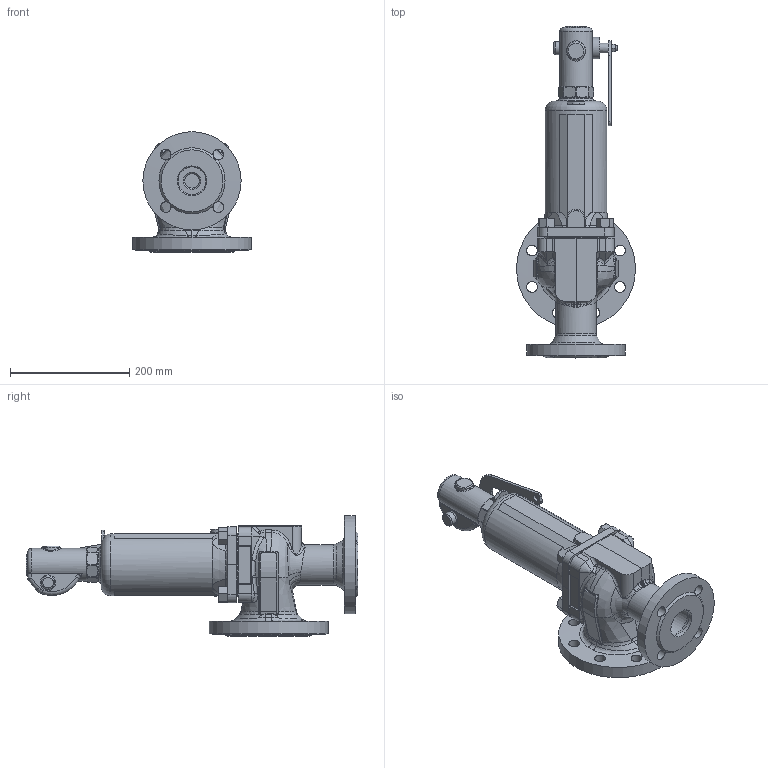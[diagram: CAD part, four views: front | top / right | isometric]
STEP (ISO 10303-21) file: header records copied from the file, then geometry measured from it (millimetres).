
FILE_DESCRIPTION(/* description */ (''),/* implementation_level */ '2;1');
FILE_NAME(/* name */ 'AT4581_106829.step',/* time_stamp */ '2025-08-07T15:11:45+02:00',/* author */ (''),/* organization */ (''),/* preprocessor_version */ 'ST-DEVELOPER v20.1',/* originating_system */ 'Autodesk Translation Framework v14.10.0.0',/* authorisation */ '');
FILE_SCHEMA (('AUTOMOTIVE_DESIGN { 1 0 10303 214 3 1 1 }'));
Products named in the file (9): 10000476033_G3D_000_ASM; 10000476034_G3D_000; 10000476035_G3D_000; 10000469697_G3D_000_ASM; 10000469698_G3D_000; 10000469699_G3D_000; 10000469700_G3D_000; 10000469701_G3D_000; 10000476036_G3D_000
Assembly tree (11 placements, depth 3):
  10000476033_G3D_000_ASM
    10000476034_G3D_000
    10000476035_G3D_000
    10000469697_G3D_000_ASM
      10000469698_G3D_000
      10000469699_G3D_000
      10000469700_G3D_000
      10000469701_G3D_000
    10000476036_G3D_000  x4
Bounding box: 200 x 557.5 x 202.5 mm (x, y, z)
Volume: 2678401 mm3; surface area: 526043.1 mm2
Topology: 10 solids, 10 shells, 801 faces, 1977 edges, 1208 vertices
Faces by surface type: plane 234, bspline 230, cylinder 170, cone 107, torus 48, sphere 12
Full cylindrical faces by diameter (mm): 8 x2, 10 x1, 10.4 x1, 11 x1, 16 x10, 16.4 x2, 18 x12, 20 x1, 22 x1, 24.117 x1, 26.44 x1, 35 x1, 36 x1, 38 x1, 42 x2, 42.5 x1, 46 x1, 47 x1, 50 x1, 52 x1, 54 x1, 54.998 x1, 55 x1, 68 x1, 80 x1, 83 x1, 86 x1, 90 x1, 92 x1, 102 x2
Entity records: 50535 total; most frequent: CARTESIAN_POINT 34884, ORIENTED_EDGE 3570, DIRECTION 2771, EDGE_CURVE 1785, AXIS2_PLACEMENT_3D 1117, VERTEX_POINT 1094, EDGE_LOOP 783, FACE_OUTER_BOUND 720
